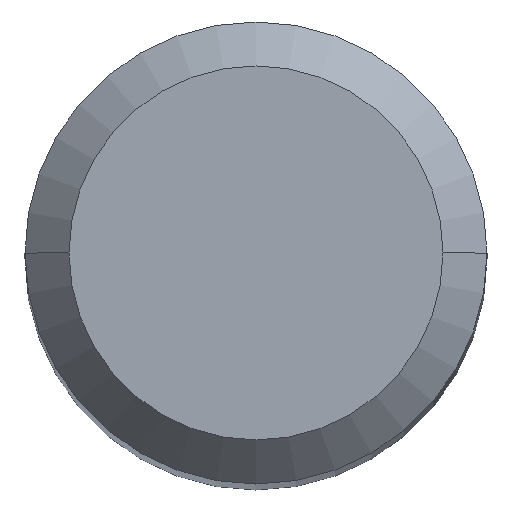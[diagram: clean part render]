
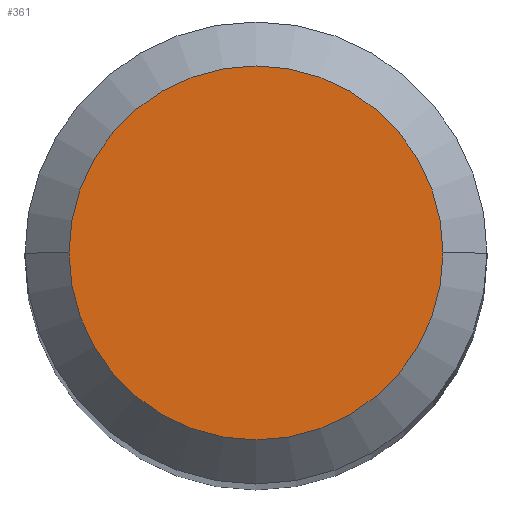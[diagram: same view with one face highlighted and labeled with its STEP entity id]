
A CAD part, top view. The second image highlights one B-rep face of the part: STEP entity #361.
In plain terms, the highlighted planar face has unit normal (0, 0, 1).
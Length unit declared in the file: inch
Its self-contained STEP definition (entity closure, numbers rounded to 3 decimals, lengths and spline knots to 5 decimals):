
#27 = CIRCLE ( 'NONE', #318, 0.06375 ) ;
#41 = ORIENTED_EDGE ( 'NONE', *, *, #253, .T. ) ;
#51 = DIRECTION ( 'NONE',  ( 1., 0., 0. ) ) ;
#62 = DIRECTION ( 'NONE',  ( 0., 0., 1. ) ) ;
#74 = CIRCLE ( 'NONE', #398, 0.06375 ) ;
#135 = VERTEX_POINT ( 'NONE', #401 ) ;
#141 = PLANE ( 'NONE',  #438 ) ;
#168 = DIRECTION ( 'NONE',  ( 1., 0., 0. ) ) ;
#189 = CARTESIAN_POINT ( 'NONE',  ( 0., 0., 0. ) ) ;
#205 = CARTESIAN_POINT ( 'NONE',  ( 0., 0.06375, 0. ) ) ;
#244 = CARTESIAN_POINT ( 'NONE',  ( 0., 0., 0. ) ) ;
#251 = DIRECTION ( 'NONE',  ( -1., 0., 0. ) ) ;
#253 = EDGE_CURVE ( 'NONE', #299, #135, #74, .T. ) ;
#260 = ORIENTED_EDGE ( 'NONE', *, *, #387, .T. ) ;
#297 = EDGE_LOOP ( 'NONE', ( #260, #41 ) ) ;
#299 = VERTEX_POINT ( 'NONE', #420 ) ;
#318 = AXIS2_PLACEMENT_3D ( 'NONE', #189, #394, #51 ) ;
#327 = FACE_OUTER_BOUND ( 'NONE', #297, .T. ) ;
#355 = DIRECTION ( 'NONE',  ( 0., 0., -1. ) ) ;
#361 = ADVANCED_FACE ( 'NONE', ( #327 ), #141, .F. ) ;
#387 = EDGE_CURVE ( 'NONE', #135, #299, #27, .T. ) ;
#394 = DIRECTION ( 'NONE',  ( 0., 0., 1. ) ) ;
#398 = AXIS2_PLACEMENT_3D ( 'NONE', #244, #62, #168 ) ;
#401 = CARTESIAN_POINT ( 'NONE',  ( -0.06375, 0., 0. ) ) ;
#420 = CARTESIAN_POINT ( 'NONE',  ( 0.06375, 0., 0. ) ) ;
#438 = AXIS2_PLACEMENT_3D ( 'NONE', #205, #355, #251 ) ;
